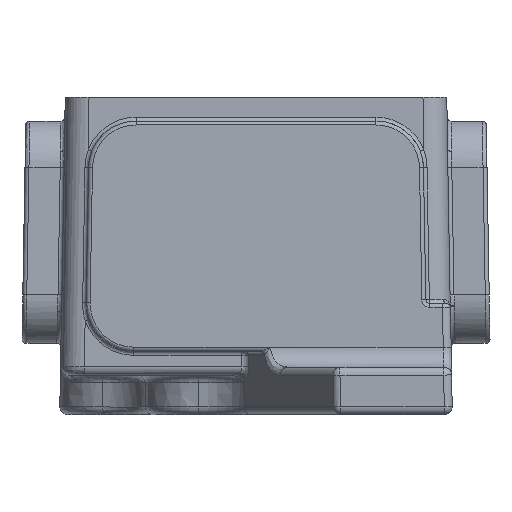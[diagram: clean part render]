
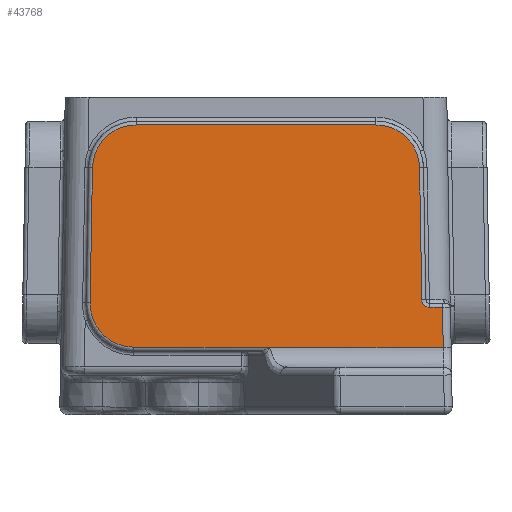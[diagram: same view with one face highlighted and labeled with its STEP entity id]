
A CAD part, front view. The second image highlights one B-rep face of the part: STEP entity #43768.
In plain terms, the highlighted planar face has unit normal (0, -1, 0.018).
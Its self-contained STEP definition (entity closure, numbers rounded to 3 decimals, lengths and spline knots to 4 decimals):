
#2015=B_SPLINE_CURVE_WITH_KNOTS('',3,(#68752,#68753,#68754,#68755,#68756,
#68757,#68758,#68759,#68760,#68761),.UNSPECIFIED.,.F.,.F.,(4,2,2,2,4),(0.,
0.0003,0.0021,0.0052,0.0052),
 .UNSPECIFIED.);
#2019=B_SPLINE_CURVE_WITH_KNOTS('',3,(#68819,#68820,#68821,#68822,#68823,
#68824,#68825),.UNSPECIFIED.,.F.,.F.,(4,3,4),(-0.0011,0.,
0.0076),.UNSPECIFIED.);
#3318=ELLIPSE('',#46618,0.0625,0.0625);
#3319=ELLIPSE('',#46623,0.3438,0.3438);
#3321=ELLIPSE('',#46628,0.3438,0.3438);
#3323=ELLIPSE('',#46633,0.3438,0.3438);
#4443=LINE('',#69610,#8405);
#4445=LINE('',#69651,#8407);
#4447=LINE('',#69692,#8409);
#4449=LINE('',#69732,#8411);
#4450=LINE('',#69760,#8412);
#4474=LINE('',#70297,#8436);
#4476=LINE('',#70333,#8438);
#8405=VECTOR('',#50569,1.0382);
#8407=VECTOR('',#50581,1.888);
#8409=VECTOR('',#50593,1.0623);
#8411=VECTOR('',#50605,0.1003);
#8412=VECTOR('',#50610,1.0746);
#8436=VECTOR('',#50750,0.3164);
#8438=VECTOR('',#50760,1.3587);
#11380=PLANE('',#46700);
#13130=FACE_OUTER_BOUND('',#15852,.T.);
#15852=EDGE_LOOP('',(#33106,#33107,#33108,#33109,#33110,#33111,#33112,#33113,
#33114,#33115,#33116,#33117,#33118));
#20603=VERTEX_POINT('',#68750);
#20604=VERTEX_POINT('',#68751);
#20607=VERTEX_POINT('',#68814);
#20745=VERTEX_POINT('',#69601);
#20746=VERTEX_POINT('',#69603);
#20748=VERTEX_POINT('',#69608);
#20750=VERTEX_POINT('',#69643);
#20752=VERTEX_POINT('',#69649);
#20754=VERTEX_POINT('',#69684);
#20756=VERTEX_POINT('',#69690);
#20758=VERTEX_POINT('',#69725);
#20759=VERTEX_POINT('',#69730);
#20783=VERTEX_POINT('',#70296);
#25301=EDGE_CURVE('',#20603,#20604,#2015,.T.);
#25307=EDGE_CURVE('',#20607,#20603,#2019,.T.);
#25479=EDGE_CURVE('',#20745,#20746,#3318,.T.);
#25482=EDGE_CURVE('',#20748,#20745,#4443,.T.);
#25485=EDGE_CURVE('',#20750,#20748,#3319,.T.);
#25488=EDGE_CURVE('',#20752,#20750,#4445,.T.);
#25491=EDGE_CURVE('',#20754,#20752,#3321,.T.);
#25494=EDGE_CURVE('',#20756,#20754,#4447,.T.);
#25497=EDGE_CURVE('',#20758,#20756,#3323,.T.);
#25500=EDGE_CURVE('',#20746,#20759,#4449,.T.);
#25502=EDGE_CURVE('',#20604,#20758,#4450,.T.);
#25560=EDGE_CURVE('',#20759,#20783,#4474,.T.);
#25564=EDGE_CURVE('',#20783,#20607,#4476,.T.);
#33106=ORIENTED_EDGE('',*,*,#25307,.F.);
#33107=ORIENTED_EDGE('',*,*,#25564,.F.);
#33108=ORIENTED_EDGE('',*,*,#25560,.F.);
#33109=ORIENTED_EDGE('',*,*,#25500,.F.);
#33110=ORIENTED_EDGE('',*,*,#25479,.F.);
#33111=ORIENTED_EDGE('',*,*,#25482,.F.);
#33112=ORIENTED_EDGE('',*,*,#25485,.F.);
#33113=ORIENTED_EDGE('',*,*,#25488,.F.);
#33114=ORIENTED_EDGE('',*,*,#25491,.F.);
#33115=ORIENTED_EDGE('',*,*,#25494,.F.);
#33116=ORIENTED_EDGE('',*,*,#25497,.F.);
#33117=ORIENTED_EDGE('',*,*,#25502,.F.);
#33118=ORIENTED_EDGE('',*,*,#25301,.F.);
#43768=ADVANCED_FACE('',(#13130),#11380,.F.);
#46618=AXIS2_PLACEMENT_3D('',#69604,#50561,#50562);
#46623=AXIS2_PLACEMENT_3D('',#69645,#50573,#50574);
#46628=AXIS2_PLACEMENT_3D('',#69686,#50585,#50586);
#46633=AXIS2_PLACEMENT_3D('',#69727,#50597,#50598);
#46700=AXIS2_PLACEMENT_3D('',#70332,#50758,#50759);
#50561=DIRECTION('center_axis',(0.,-1.,
0.017));
#50562=DIRECTION('ref_axis',(0.,-0.017,
-1.));
#50569=DIRECTION('',(0.017,-0.017,-1.));
#50573=DIRECTION('center_axis',(0.,1.,
-0.017));
#50574=DIRECTION('ref_axis',(0.,0.017,1.));
#50581=DIRECTION('',(1.,0.,0.));
#50585=DIRECTION('center_axis',(0.,1.,
-0.017));
#50586=DIRECTION('ref_axis',(0.,0.017,1.));
#50593=DIRECTION('',(0.017,0.017,1.));
#50597=DIRECTION('center_axis',(0.,1.,
-0.017));
#50598=DIRECTION('ref_axis',(0.,-0.017,
-1.));
#50605=DIRECTION('',(1.,0.,0.));
#50610=DIRECTION('',(-1.,0.,0.));
#50750=DIRECTION('',(0.017,-0.017,-1.));
#50758=DIRECTION('center_axis',(0.,1.,
-0.017));
#50759=DIRECTION('ref_axis',(0.,0.017,1.));
#50760=DIRECTION('',(-1.,0.,0.));
#68750=CARTESIAN_POINT('',(0.1135,-5.1873,-2.0936));
#68751=CARTESIAN_POINT('',(0.112,-5.1873,-2.0927));
#68752=CARTESIAN_POINT('Ctrl Pts',(0.1135,-5.1873,
-2.0936));
#68753=CARTESIAN_POINT('Ctrl Pts',(0.1135,-5.1873,
-2.0936));
#68754=CARTESIAN_POINT('Ctrl Pts',(0.1135,-5.1873,
-2.0936));
#68755=CARTESIAN_POINT('Ctrl Pts',(0.1133,-5.1873,-2.0933));
#68756=CARTESIAN_POINT('Ctrl Pts',(0.1132,-5.1873,
-2.0932));
#68757=CARTESIAN_POINT('Ctrl Pts',(0.1128,-5.1873,
-2.093));
#68758=CARTESIAN_POINT('Ctrl Pts',(0.1125,-5.1873,
-2.0929));
#68759=CARTESIAN_POINT('Ctrl Pts',(0.112,-5.1873,
-2.0927));
#68760=CARTESIAN_POINT('Ctrl Pts',(0.112,-5.1873,
-2.0927));
#68761=CARTESIAN_POINT('Ctrl Pts',(0.112,-5.1873,
-2.0927));
#68814=CARTESIAN_POINT('',(0.1154,-5.1874,-2.0965));
#68819=CARTESIAN_POINT('Ctrl Pts',(0.1154,-5.1874,
-2.0965));
#68820=CARTESIAN_POINT('Ctrl Pts',(0.1154,-5.1874,
-2.0964));
#68821=CARTESIAN_POINT('Ctrl Pts',(0.1153,-5.1874,-2.0962));
#68822=CARTESIAN_POINT('Ctrl Pts',(0.1152,-5.1874,
-2.0961));
#68823=CARTESIAN_POINT('Ctrl Pts',(0.1146,-5.1874,
-2.0953));
#68824=CARTESIAN_POINT('Ctrl Pts',(0.1141,-5.1874,
-2.0945));
#68825=CARTESIAN_POINT('Ctrl Pts',(0.1135,-5.1873,
-2.0936));
#69601=CARTESIAN_POINT('',(1.3058,-5.1808,-1.7188));
#69603=CARTESIAN_POINT('',(1.3683,-5.1819,-1.7802));
#69604=CARTESIAN_POINT('Origin',(1.3683,-5.1808,-1.7177));
#69608=CARTESIAN_POINT('',(1.2877,-5.1627,-0.681));
#69610=CARTESIAN_POINT('',(1.3047,-5.1797,-1.6575));
#69643=CARTESIAN_POINT('',(0.944,-5.1568,-0.3432));
#69645=CARTESIAN_POINT('Origin',(0.944,-5.1628,-0.687));
#69649=CARTESIAN_POINT('',(-0.944,-5.1568,-0.3432));
#69651=CARTESIAN_POINT('',(0.6563,-5.1568,-0.3432));
#69684=CARTESIAN_POINT('',(-1.2877,-5.1627,-0.681));
#69686=CARTESIAN_POINT('Origin',(-0.944,-5.1628,-0.687));
#69690=CARTESIAN_POINT('',(-1.3062,-5.1812,-1.743));
#69692=CARTESIAN_POINT('',(-1.2889,-5.1639,-0.7519));
#69725=CARTESIAN_POINT('',(-0.9625,-5.1873,-2.0927));
#69727=CARTESIAN_POINT('Origin',(-0.9625,-5.1813,-1.749));
#69730=CARTESIAN_POINT('',(1.4686,-5.1819,-1.7802));
#69732=CARTESIAN_POINT('',(0.6563,-5.1819,-1.7802));
#69760=CARTESIAN_POINT('',(-0.6563,-5.1873,-2.0927));
#70296=CARTESIAN_POINT('',(1.4741,-5.1874,-2.0965));
#70297=CARTESIAN_POINT('',(1.4479,-5.1612,-0.5946));
#70332=CARTESIAN_POINT('Origin',(0.,-5.1721,
-1.2184));
#70333=CARTESIAN_POINT('',(0.0229,-5.1874,-2.0965));
